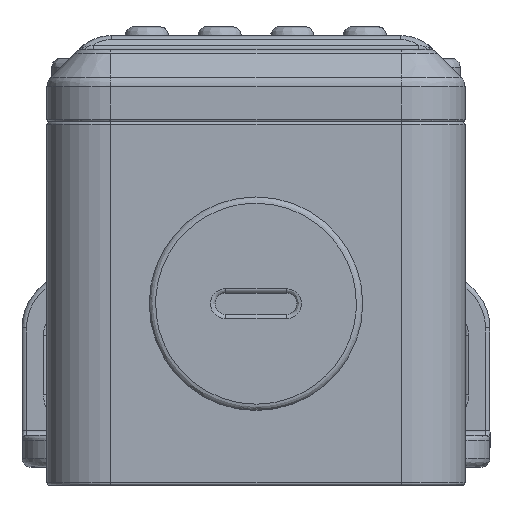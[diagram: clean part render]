
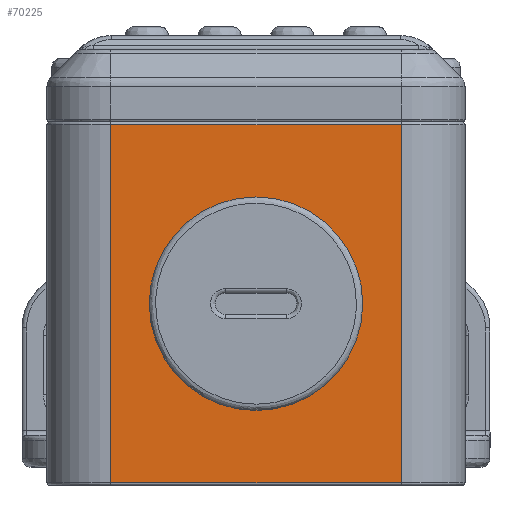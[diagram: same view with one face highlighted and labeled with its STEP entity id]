
A CAD part, front view. The second image highlights one B-rep face of the part: STEP entity #70225.
In plain terms, the highlighted planar face has unit normal (0, -1, 0).
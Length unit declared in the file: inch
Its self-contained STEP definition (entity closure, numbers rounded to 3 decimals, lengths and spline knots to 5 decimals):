
#253 = ORIENTED_EDGE ( 'NONE', *, *, #94577, .F. ) ;
#8163 = VERTEX_POINT ( 'NONE', #88952 ) ;
#13102 = DIRECTION ( 'NONE',  ( 0., 0., -1. ) ) ;
#13988 = DIRECTION ( 'NONE',  ( 0., 0., 1. ) ) ;
#19106 = DIRECTION ( 'NONE',  ( -1., 0., 0. ) ) ;
#24451 = CARTESIAN_POINT ( 'NONE',  ( -0.62992, -4.92126, 0.01181 ) ) ;
#24729 = EDGE_CURVE ( 'NONE', #132202, #132202, #146931, .T. ) ;
#28005 = CARTESIAN_POINT ( 'NONE',  ( -0.62992, -4.92126, 1.51575 ) ) ;
#28608 = CARTESIAN_POINT ( 'NONE',  ( -0.7874, -4.92126, 1.56299 ) ) ;
#29553 = VERTEX_POINT ( 'NONE', #36401 ) ;
#36401 = CARTESIAN_POINT ( 'NONE',  ( 0.62992, -4.92126, 1.56299 ) ) ;
#38248 = FACE_BOUND ( 'NONE', #134290, .T. ) ;
#38973 = VECTOR ( 'NONE', #154735, 39.37008 ) ;
#41908 = DIRECTION ( 'NONE',  ( 1., 0., 0. ) ) ;
#44126 = LINE ( 'NONE', #44892, #58396 ) ;
#44813 = VERTEX_POINT ( 'NONE', #110245 ) ;
#44892 = CARTESIAN_POINT ( 'NONE',  ( -0.90551, -4.92126, 0.01181 ) ) ;
#45853 = ORIENTED_EDGE ( 'NONE', *, *, #118323, .F. ) ;
#49262 = PLANE ( 'NONE',  #72484 ) ;
#51551 = DIRECTION ( 'NONE',  ( 0., 1., 0. ) ) ;
#58396 = VECTOR ( 'NONE', #19106, 39.37008 ) ;
#59238 = ORIENTED_EDGE ( 'NONE', *, *, #120551, .F. ) ;
#59325 = LINE ( 'NONE', #107027, #38973 ) ;
#62522 = CARTESIAN_POINT ( 'NONE',  ( -0.90551, -4.92126, 1.51575 ) ) ;
#64628 = LINE ( 'NONE', #28608, #149185 ) ;
#70225 = ADVANCED_FACE ( 'NONE', ( #38248, #109498 ), #49262, .F. ) ;
#72484 = AXIS2_PLACEMENT_3D ( 'NONE', #62522, #51551, #86005 ) ;
#84147 = ORIENTED_EDGE ( 'NONE', *, *, #97248, .F. ) ;
#86005 = DIRECTION ( 'NONE',  ( 0., 0., 1. ) ) ;
#88952 = CARTESIAN_POINT ( 'NONE',  ( -0.62992, -4.92126, 1.56299 ) ) ;
#93513 = VECTOR ( 'NONE', #13988, 39.37008 ) ;
#94577 = EDGE_CURVE ( 'NONE', #44813, #134994, #44126, .T. ) ;
#97248 = EDGE_CURVE ( 'NONE', #8163, #29553, #64628, .T. ) ;
#107027 = CARTESIAN_POINT ( 'NONE',  ( 0.62992, -4.92126, 1.51575 ) ) ;
#109498 = FACE_OUTER_BOUND ( 'NONE', #148902, .T. ) ;
#110245 = CARTESIAN_POINT ( 'NONE',  ( 0.62992, -4.92126, 0.01181 ) ) ;
#118323 = EDGE_CURVE ( 'NONE', #134994, #8163, #132968, .T. ) ;
#120443 = CARTESIAN_POINT ( 'NONE',  ( 0., -4.92126, 0.35433 ) ) ;
#120551 = EDGE_CURVE ( 'NONE', #29553, #44813, #59325, .T. ) ;
#124522 = AXIS2_PLACEMENT_3D ( 'NONE', #154755, #134383, #13102 ) ;
#132202 = VERTEX_POINT ( 'NONE', #120443 ) ;
#132968 = LINE ( 'NONE', #28005, #93513 ) ;
#134290 = EDGE_LOOP ( 'NONE', ( #138703 ) ) ;
#134383 = DIRECTION ( 'NONE',  ( 0., -1., 0. ) ) ;
#134994 = VERTEX_POINT ( 'NONE', #24451 ) ;
#138703 = ORIENTED_EDGE ( 'NONE', *, *, #24729, .F. ) ;
#146931 = CIRCLE ( 'NONE', #124522, 0.43307 ) ;
#148902 = EDGE_LOOP ( 'NONE', ( #45853, #253, #59238, #84147 ) ) ;
#149185 = VECTOR ( 'NONE', #41908, 39.37008 ) ;
#154735 = DIRECTION ( 'NONE',  ( 0., 0., -1. ) ) ;
#154755 = CARTESIAN_POINT ( 'NONE',  ( 0., -4.92126, 0.7874 ) ) ;
